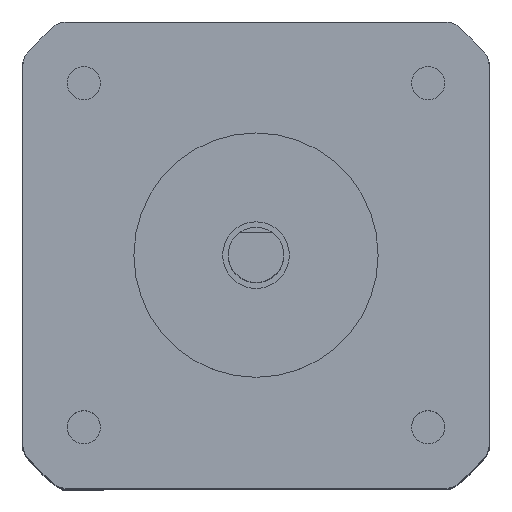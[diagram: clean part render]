
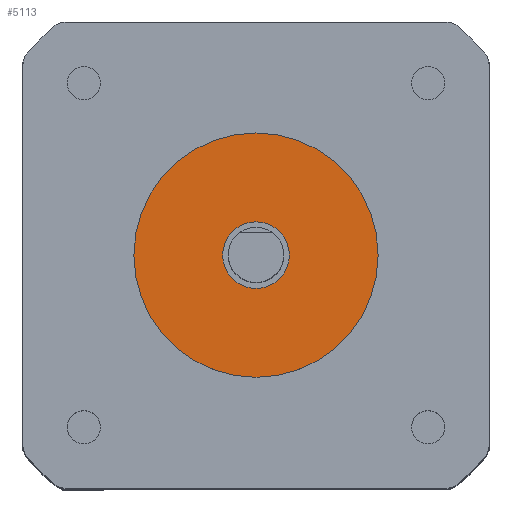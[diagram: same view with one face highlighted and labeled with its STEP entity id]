
A CAD part, top view. The second image highlights one B-rep face of the part: STEP entity #5113.
In plain terms, the highlighted planar face has unit normal (0, 0, 1).
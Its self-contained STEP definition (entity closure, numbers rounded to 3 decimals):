
#87 = CARTESIAN_POINT ( 'NONE',  ( 0., 0., 34. ) ) ;
#291 = FACE_BOUND ( 'NONE', #4265, .T. ) ;
#315 = ORIENTED_EDGE ( 'NONE', *, *, #4982, .F. ) ;
#322 = CIRCLE ( 'NONE', #554, 11. ) ;
#397 = ORIENTED_EDGE ( 'NONE', *, *, #6630, .F. ) ;
#554 = AXIS2_PLACEMENT_3D ( 'NONE', #3115, #3546, #4603 ) ;
#766 = EDGE_LOOP ( 'NONE', ( #5140, #2823 ) ) ;
#772 = VERTEX_POINT ( 'NONE', #950 ) ;
#808 = AXIS2_PLACEMENT_3D ( 'NONE', #2834, #1278, #3322 ) ;
#950 = CARTESIAN_POINT ( 'NONE',  ( -3., 0., 34. ) ) ;
#1008 = CARTESIAN_POINT ( 'NONE',  ( 0., 0., 34. ) ) ;
#1278 = DIRECTION ( 'NONE',  ( 0., 0., 1. ) ) ;
#1587 = DIRECTION ( 'NONE',  ( 0., 0., 1. ) ) ;
#1849 = VERTEX_POINT ( 'NONE', #3507 ) ;
#2092 = CARTESIAN_POINT ( 'NONE',  ( 0., 0., 34. ) ) ;
#2140 = DIRECTION ( 'NONE',  ( 1., 0., 0. ) ) ;
#2243 = AXIS2_PLACEMENT_3D ( 'NONE', #2092, #2625, #4133 ) ;
#2405 = CIRCLE ( 'NONE', #5520, 3. ) ;
#2616 = DIRECTION ( 'NONE',  ( 1., 0., 0. ) ) ;
#2625 = DIRECTION ( 'NONE',  ( 0., 0., 1. ) ) ;
#2823 = ORIENTED_EDGE ( 'NONE', *, *, #4274, .T. ) ;
#2834 = CARTESIAN_POINT ( 'NONE',  ( 0., 0., 34. ) ) ;
#3102 = CIRCLE ( 'NONE', #2243, 11. ) ;
#3115 = CARTESIAN_POINT ( 'NONE',  ( 0., 0., 34. ) ) ;
#3131 = EDGE_CURVE ( 'NONE', #5285, #3225, #3102, .T. ) ;
#3225 = VERTEX_POINT ( 'NONE', #3261 ) ;
#3261 = CARTESIAN_POINT ( 'NONE',  ( 11., 0., 34. ) ) ;
#3322 = DIRECTION ( 'NONE',  ( 1., 0., 0. ) ) ;
#3507 = CARTESIAN_POINT ( 'NONE',  ( 3., 0., 34. ) ) ;
#3546 = DIRECTION ( 'NONE',  ( 0., 0., 1. ) ) ;
#3817 = FACE_OUTER_BOUND ( 'NONE', #766, .T. ) ;
#4133 = DIRECTION ( 'NONE',  ( 1., 0., 0. ) ) ;
#4265 = EDGE_LOOP ( 'NONE', ( #315, #397 ) ) ;
#4274 = EDGE_CURVE ( 'NONE', #3225, #5285, #322, .T. ) ;
#4344 = AXIS2_PLACEMENT_3D ( 'NONE', #1008, #1587, #2616 ) ;
#4603 = DIRECTION ( 'NONE',  ( 1., 0., 0. ) ) ;
#4982 = EDGE_CURVE ( 'NONE', #772, #1849, #6484, .T. ) ;
#5113 = ADVANCED_FACE ( 'NONE', ( #3817, #291 ), #5887, .T. ) ;
#5140 = ORIENTED_EDGE ( 'NONE', *, *, #3131, .T. ) ;
#5154 = DIRECTION ( 'NONE',  ( 0., 0., 1. ) ) ;
#5285 = VERTEX_POINT ( 'NONE', #5436 ) ;
#5436 = CARTESIAN_POINT ( 'NONE',  ( -11., 0., 34. ) ) ;
#5520 = AXIS2_PLACEMENT_3D ( 'NONE', #87, #5154, #2140 ) ;
#5887 = PLANE ( 'NONE',  #808 ) ;
#6484 = CIRCLE ( 'NONE', #4344, 3. ) ;
#6630 = EDGE_CURVE ( 'NONE', #1849, #772, #2405, .T. ) ;
